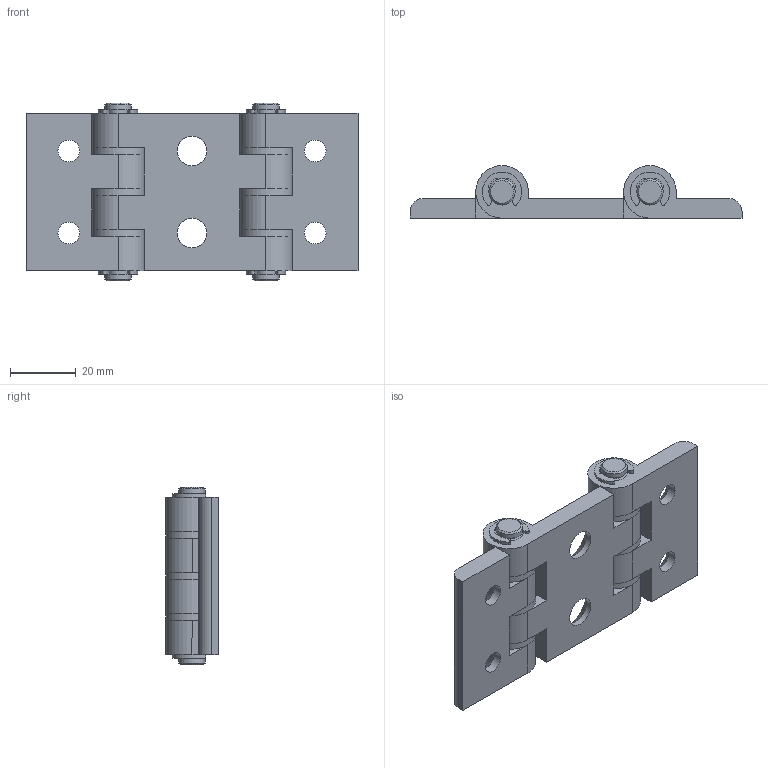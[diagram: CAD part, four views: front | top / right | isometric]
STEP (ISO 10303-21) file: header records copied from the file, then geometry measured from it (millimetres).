
FILE_DESCRIPTION(/* description */ ('Cerniera in Alluminio 3 stadi profilo 30-45'),/* implementation_level */ '2;1');
FILE_NAME(/* name */ 'HTC30-45.stp',/* time_stamp */ '2022-06-17T14:54:09+02:00',/* author */ ('USER'),/* organization */ ('Microsoft'),/* preprocessor_version */ 'ST-DEVELOPER v18.1',/* originating_system */ 'Autodesk Inventor 2021',/* authorisation */ '');
FILE_SCHEMA (('AUTOMOTIVE_DESIGN { 1 0 10303 214 3 1 1 }'));
Length unit declared in the file: millimetre
Products named in the file (1): HTC30-45
Bounding box: 101 x 16 x 54 mm (x, y, z)
Surface area: 21011.3 mm2 (no closed solid volume)
Topology: 0 solids, 19 shells, 168 faces, 446 edges, 308 vertices
Faces by surface type: plane 90, cylinder 68, cone 10
Full cylindrical faces by diameter (mm): 6 x4, 6.6 x4, 8 x6, 9 x2, 16 x6
Entity records: 5338 total; most frequent: DIRECTION 972, CARTESIAN_POINT 923, ORIENTED_EDGE 760, EDGE_CURVE 446, AXIS2_PLACEMENT_3D 357, VERTEX_POINT 308, LINE 258, VECTOR 258
